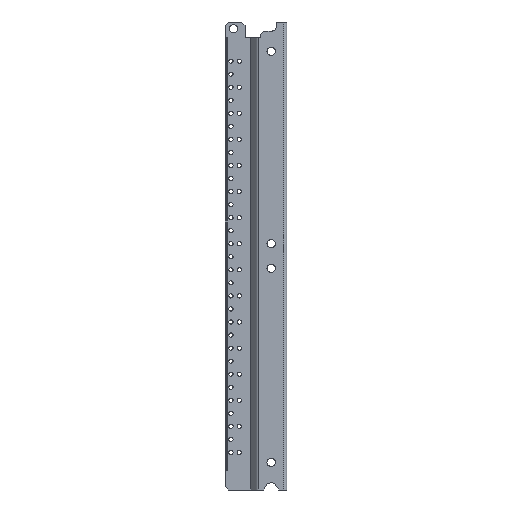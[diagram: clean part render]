
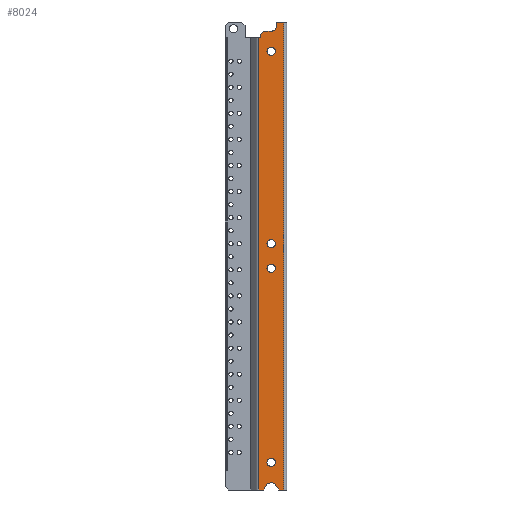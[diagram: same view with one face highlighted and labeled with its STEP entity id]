
A CAD part, front view. The second image highlights one B-rep face of the part: STEP entity #8024.
In plain terms, the highlighted face is planar.
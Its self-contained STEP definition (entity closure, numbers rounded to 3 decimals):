
#2661=DIRECTION('',(0.,-1.,0.));
#2662=VECTOR('',#2661,433.29);
#2663=CARTESIAN_POINT('',(17.,734.79,26.916));
#2664=LINE('',#2663,#2662);
#2668=CARTESIAN_POINT('',(17.,328.,14.995));
#2669=DIRECTION('',(1.,0.,0.));
#2670=DIRECTION('',(0.,1.,0.));
#2671=AXIS2_PLACEMENT_3D('',#2668,#2669,#2670);
#2676=CARTESIAN_POINT('',(17.,328.,14.995));
#2677=DIRECTION('',(1.,0.,0.));
#2678=DIRECTION('',(0.,-1.,0.));
#2679=AXIS2_PLACEMENT_3D('',#2676,#2677,#2678);
#2684=CARTESIAN_POINT('',(17.,722.,14.995));
#2685=DIRECTION('',(1.,0.,0.));
#2686=DIRECTION('',(0.,1.,0.));
#2687=AXIS2_PLACEMENT_3D('',#2684,#2685,#2686);
#2692=CARTESIAN_POINT('',(17.,722.,14.995));
#2693=DIRECTION('',(1.,0.,0.));
#2694=DIRECTION('',(0.,-1.,0.));
#2695=AXIS2_PLACEMENT_3D('',#2692,#2693,#2694);
#2700=CARTESIAN_POINT('',(17.,514.,14.995));
#2701=DIRECTION('',(-1.,0.,0.));
#2702=DIRECTION('',(0.,-1.,0.));
#2703=AXIS2_PLACEMENT_3D('',#2700,#2701,#2702);
#2708=CARTESIAN_POINT('',(17.,514.,14.995));
#2709=DIRECTION('',(-1.,0.,0.));
#2710=DIRECTION('',(0.,1.,0.));
#2711=AXIS2_PLACEMENT_3D('',#2708,#2709,#2710);
#2716=CARTESIAN_POINT('',(17.,537.5,14.995));
#2717=DIRECTION('',(-1.,0.,0.));
#2718=DIRECTION('',(0.,-1.,0.));
#2719=AXIS2_PLACEMENT_3D('',#2716,#2717,#2718);
#2724=CARTESIAN_POINT('',(17.,537.5,14.995));
#2725=DIRECTION('',(-1.,0.,0.));
#2726=DIRECTION('',(0.,1.,0.));
#2727=AXIS2_PLACEMENT_3D('',#2724,#2725,#2726);
#2732=DIRECTION('',(0.,0.,1.));
#2733=VECTOR('',#2732,4.52);
#2734=CARTESIAN_POINT('',(17.,301.5,3.));
#2735=LINE('',#2734,#2733);
#2739=DIRECTION('',(0.,0.844,0.537));
#2740=VECTOR('',#2739,5.287);
#2741=CARTESIAN_POINT('',(17.,301.5,7.52));
#2742=LINE('',#2741,#2740);
#2746=CARTESIAN_POINT('',(17.,303.001,14.995));
#2747=DIRECTION('',(1.,0.,0.));
#2748=DIRECTION('',(0.,0.538,-0.843));
#2749=AXIS2_PLACEMENT_3D('',#2746,#2747,#2748);
#2754=DIRECTION('',(0.,-0.844,0.537));
#2755=VECTOR('',#2754,5.287);
#2756=CARTESIAN_POINT('',(17.,305.96,19.63));
#2757=LINE('',#2756,#2755);
#2761=DIRECTION('',(0.,0.,1.));
#2762=VECTOR('',#2761,4.446);
#2763=CARTESIAN_POINT('',(17.,301.5,22.47));
#2764=LINE('',#2763,#2762);
#2768=DIRECTION('',(0.,0.,-1.));
#2769=VECTOR('',#2768,1.916);
#2770=CARTESIAN_POINT('',(17.,734.79,26.916));
#2771=LINE('',#2770,#2769);
#2775=DIRECTION('',(0.,0.707,-0.707));
#2776=VECTOR('',#2775,4.243);
#2777=CARTESIAN_POINT('',(17.,738.1,25.));
#2778=LINE('',#2777,#2776);
#2782=CARTESIAN_POINT('',(17.,746.1,15.));
#2783=DIRECTION('',(1.,0.,0.));
#2784=DIRECTION('',(0.,-1.,0.));
#2785=AXIS2_PLACEMENT_3D('',#2782,#2783,#2784);
#2790=DIRECTION('',(0.,0.,-1.));
#2791=VECTOR('',#2790,7.);
#2792=CARTESIAN_POINT('',(17.,750.,10.));
#2793=LINE('',#2792,#2791);
#3293=DIRECTION('',(0.,1.,0.));
#3294=VECTOR('',#3293,448.5);
#3295=CARTESIAN_POINT('',(17.,301.5,3.));
#3296=LINE('',#3295,#3294);
#4982=DIRECTION('',(0.,-1.,0.));
#4983=VECTOR('',#4982,3.9);
#4984=CARTESIAN_POINT('',(17.,750.,10.));
#4985=LINE('',#4984,#4983);
#5003=DIRECTION('',(0.,0.,1.));
#5004=VECTOR('',#5003,7.);
#5005=CARTESIAN_POINT('',(17.,741.1,15.));
#5006=LINE('',#5005,#5004);
#5024=DIRECTION('',(0.,-1.,0.));
#5025=VECTOR('',#5024,3.31);
#5026=CARTESIAN_POINT('',(17.,738.1,25.));
#5027=LINE('',#5026,#5025);
#5380=CARTESIAN_POINT('',(17.,726.,14.995));
#5381=CARTESIAN_POINT('',(17.,718.,14.995));
#5382=VERTEX_POINT('',#5380);
#5383=VERTEX_POINT('',#5381);
#5384=CARTESIAN_POINT('',(17.,734.79,26.916));
#5385=CARTESIAN_POINT('',(17.,734.79,25.));
#5386=VERTEX_POINT('',#5384);
#5387=VERTEX_POINT('',#5385);
#5388=CARTESIAN_POINT('',(17.,738.1,25.));
#5389=VERTEX_POINT('',#5388);
#5390=CARTESIAN_POINT('',(17.,741.1,22.));
#5391=VERTEX_POINT('',#5390);
#5392=CARTESIAN_POINT('',(17.,741.1,15.));
#5393=VERTEX_POINT('',#5392);
#5394=CARTESIAN_POINT('',(17.,746.1,10.));
#5395=VERTEX_POINT('',#5394);
#5396=CARTESIAN_POINT('',(17.,750.,10.));
#5397=VERTEX_POINT('',#5396);
#5398=CARTESIAN_POINT('',(17.,750.,3.));
#5399=VERTEX_POINT('',#5398);
#5878=CARTESIAN_POINT('',(17.,510.,14.995));
#5879=CARTESIAN_POINT('',(17.,518.,14.995));
#5880=VERTEX_POINT('',#5878);
#5881=VERTEX_POINT('',#5879);
#5882=CARTESIAN_POINT('',(17.,533.5,14.995));
#5883=CARTESIAN_POINT('',(17.,541.5,14.995));
#5884=VERTEX_POINT('',#5882);
#5885=VERTEX_POINT('',#5883);
#5928=CARTESIAN_POINT('',(17.,301.5,3.));
#5929=CARTESIAN_POINT('',(17.,301.5,7.52));
#5930=VERTEX_POINT('',#5928);
#5931=VERTEX_POINT('',#5929);
#5932=CARTESIAN_POINT('',(17.,305.96,10.36));
#5933=VERTEX_POINT('',#5932);
#5934=CARTESIAN_POINT('',(17.,305.96,19.63));
#5935=VERTEX_POINT('',#5934);
#5936=CARTESIAN_POINT('',(17.,301.5,22.47));
#5937=VERTEX_POINT('',#5936);
#5938=CARTESIAN_POINT('',(17.,301.5,26.916));
#5939=VERTEX_POINT('',#5938);
#5940=CARTESIAN_POINT('',(17.,332.,14.995));
#5941=CARTESIAN_POINT('',(17.,324.,14.995));
#5942=VERTEX_POINT('',#5940);
#5943=VERTEX_POINT('',#5941);
#7966=CARTESIAN_POINT('',(17.,600.,0.));
#7967=DIRECTION('',(1.,0.,0.));
#7968=DIRECTION('',(0.,-1.,0.));
#7969=AXIS2_PLACEMENT_3D('',#7966,#7967,#7968);
#7970=PLANE('',#7969);
#7972=ORIENTED_EDGE('',*,*,#7971,.F.);
#7974=ORIENTED_EDGE('',*,*,#7973,.T.);
#7976=ORIENTED_EDGE('',*,*,#7975,.T.);
#7978=ORIENTED_EDGE('',*,*,#7977,.T.);
#7980=ORIENTED_EDGE('',*,*,#7979,.T.);
#7982=ORIENTED_EDGE('',*,*,#7981,.T.);
#7983=ORIENTED_EDGE('',*,*,#7956,.F.);
#7985=ORIENTED_EDGE('',*,*,#7984,.T.);
#7987=ORIENTED_EDGE('',*,*,#7986,.F.);
#7989=ORIENTED_EDGE('',*,*,#7988,.T.);
#7991=ORIENTED_EDGE('',*,*,#7990,.F.);
#7993=ORIENTED_EDGE('',*,*,#7992,.T.);
#7995=ORIENTED_EDGE('',*,*,#7994,.F.);
#7997=ORIENTED_EDGE('',*,*,#7996,.T.);
#7998=EDGE_LOOP('',(#7972,#7974,#7976,#7978,#7980,#7982,#7983,#7985,#7987,#7989,
#7991,#7993,#7995,#7997));
#7999=FACE_OUTER_BOUND('',#7998,.F.);
#8001=ORIENTED_EDGE('',*,*,#8000,.T.);
#8003=ORIENTED_EDGE('',*,*,#8002,.T.);
#8004=EDGE_LOOP('',(#8001,#8003));
#8005=FACE_BOUND('',#8004,.F.);
#8007=ORIENTED_EDGE('',*,*,#8006,.F.);
#8009=ORIENTED_EDGE('',*,*,#8008,.F.);
#8010=EDGE_LOOP('',(#8007,#8009));
#8011=FACE_BOUND('',#8010,.F.);
#8013=ORIENTED_EDGE('',*,*,#8012,.F.);
#8015=ORIENTED_EDGE('',*,*,#8014,.F.);
#8016=EDGE_LOOP('',(#8013,#8015));
#8017=FACE_BOUND('',#8016,.F.);
#8019=ORIENTED_EDGE('',*,*,#8018,.T.);
#8021=ORIENTED_EDGE('',*,*,#8020,.T.);
#8022=EDGE_LOOP('',(#8019,#8021));
#8023=FACE_BOUND('',#8022,.F.);
#2672=CIRCLE('',#2671,4.);
#2680=CIRCLE('',#2679,4.);
#2688=CIRCLE('',#2687,4.);
#2696=CIRCLE('',#2695,4.);
#2704=CIRCLE('',#2703,4.);
#2712=CIRCLE('',#2711,4.);
#2720=CIRCLE('',#2719,4.);
#2728=CIRCLE('',#2727,4.);
#2750=CIRCLE('',#2749,5.499);
#2786=CIRCLE('',#2785,5.);
#7956=EDGE_CURVE('',#5386,#5939,#2664,.T.);
#7971=EDGE_CURVE('',#5930,#5399,#3296,.T.);
#7973=EDGE_CURVE('',#5930,#5931,#2735,.T.);
#7975=EDGE_CURVE('',#5931,#5933,#2742,.T.);
#7977=EDGE_CURVE('',#5933,#5935,#2750,.T.);
#7979=EDGE_CURVE('',#5935,#5937,#2757,.T.);
#7981=EDGE_CURVE('',#5937,#5939,#2764,.T.);
#7984=EDGE_CURVE('',#5386,#5387,#2771,.T.);
#7986=EDGE_CURVE('',#5389,#5387,#5027,.T.);
#7988=EDGE_CURVE('',#5389,#5391,#2778,.T.);
#7990=EDGE_CURVE('',#5393,#5391,#5006,.T.);
#7992=EDGE_CURVE('',#5393,#5395,#2786,.T.);
#7994=EDGE_CURVE('',#5397,#5395,#4985,.T.);
#7996=EDGE_CURVE('',#5397,#5399,#2793,.T.);
#8000=EDGE_CURVE('',#5382,#5383,#2688,.T.);
#8002=EDGE_CURVE('',#5383,#5382,#2696,.T.);
#8006=EDGE_CURVE('',#5880,#5881,#2704,.T.);
#8008=EDGE_CURVE('',#5881,#5880,#2712,.T.);
#8012=EDGE_CURVE('',#5884,#5885,#2720,.T.);
#8014=EDGE_CURVE('',#5885,#5884,#2728,.T.);
#8018=EDGE_CURVE('',#5942,#5943,#2672,.T.);
#8020=EDGE_CURVE('',#5943,#5942,#2680,.T.);
#8024=ADVANCED_FACE('',(#7999,#8005,#8011,#8017,#8023),#7970,.T.);
